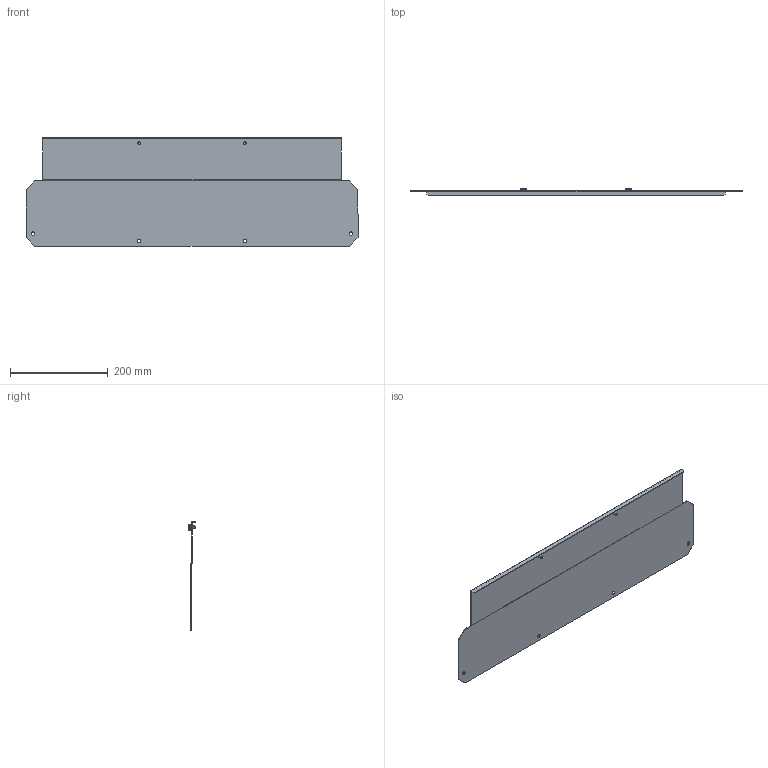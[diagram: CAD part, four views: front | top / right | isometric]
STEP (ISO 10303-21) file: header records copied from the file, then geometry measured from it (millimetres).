
FILE_DESCRIPTION (( 'STEP AP203' ), '1' );
FILE_NAME ('FO-00-FBCS-020-080 FORMAT Ôëàíåö îñíîâàíèÿ âñòð. îòñåêà 200õ800 IEK.STEP', '2025-01-20T12:32:55', ( '' ), ( '' ), 'SwSTEP 2.0', 'SolidWorks 2022', '' );
FILE_SCHEMA (( 'CONFIG_CONTROL_DESIGN' ));
Length unit declared in the file: millimetre
Products named in the file (1): FO-00-FBCS-020-080 FORMAT Фланец основания встр. отсека 200х800 IEK
Bounding box: 679 x 16 x 222.5 mm (x, y, z)
Volume: 225370.8 mm3; surface area: 302531 mm2
Topology: 1 solids, 1 shells, 106 faces, 272 edges, 176 vertices
Faces by surface type: cylinder 50, plane 40, cone 8, torus 8
Entity records: 3345 total; most frequent: DIRECTION 610, CARTESIAN_POINT 555, ORIENTED_EDGE 544, EDGE_CURVE 272, AXIS2_PLACEMENT_3D 231, VERTEX_POINT 176, LINE 148, VECTOR 148
